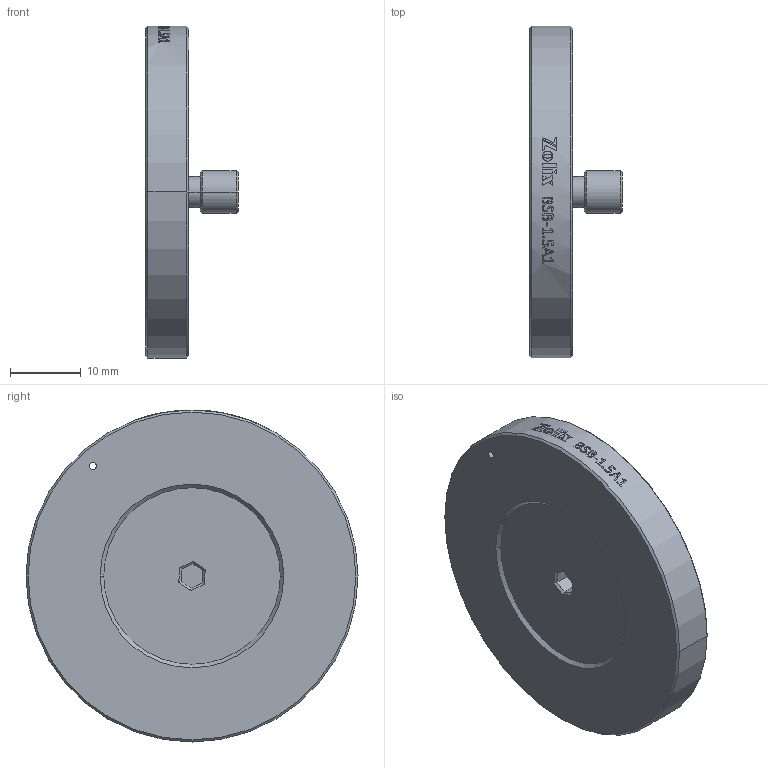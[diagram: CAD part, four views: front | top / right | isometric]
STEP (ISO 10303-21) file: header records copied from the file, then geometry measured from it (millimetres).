
FILE_DESCRIPTION (( 'STEP AP203' ), '1' );
FILE_NAME ('BSB-1.5A1.STEP', '2025-08-19T03:15:51', ( '' ), ( '' ), 'SwSTEP 2.0', 'SolidWorks 2020', '' );
FILE_SCHEMA (( 'CONFIG_CONTROL_DESIGN' ));
Length unit declared in the file: millimetre
Products named in the file (1): BSB-1.5A1
Bounding box: 13.1 x 47 x 47 mm (x, y, z)
Volume: 10448.3 mm3; surface area: 4542.3 mm2
Topology: 1 solids, 1 shells, 338 faces, 910 edges, 602 vertices
Faces by surface type: bspline 278, cylinder 32, plane 18, cone 10
Entity records: 17403 total; most frequent: CARTESIAN_POINT 11305, ORIENTED_EDGE 1820, EDGE_CURVE 910, B_SPLINE_CURVE_WITH_KNOTS 834, VERTEX_POINT 602, EDGE_LOOP 368, ADVANCED_FACE 338, FACE_OUTER_BOUND 338
